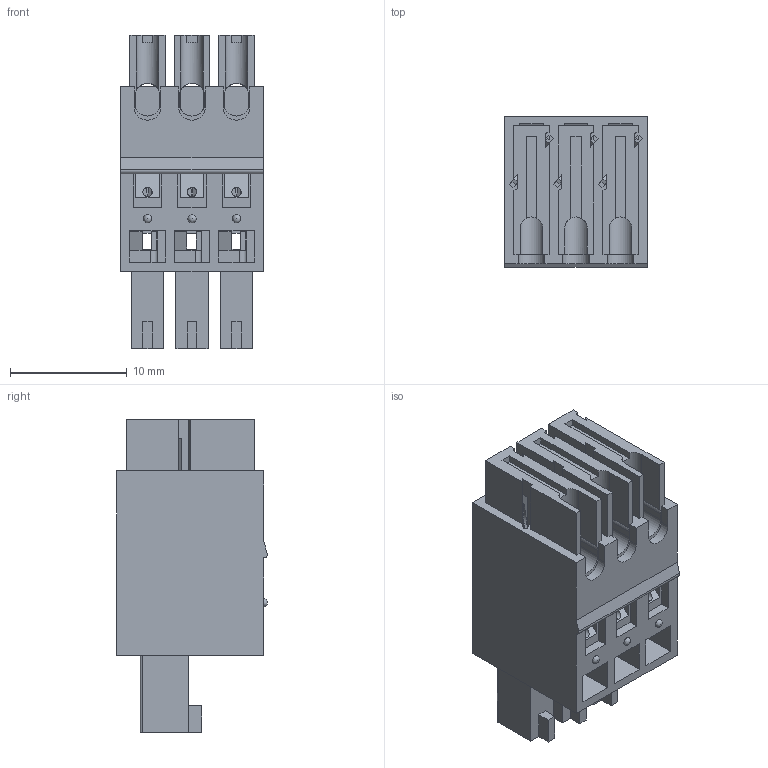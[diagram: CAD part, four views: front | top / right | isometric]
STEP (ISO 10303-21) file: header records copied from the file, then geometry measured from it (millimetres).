
FILE_DESCRIPTION( ( 'Unknown' ), '1' );
FILE_NAME( '691358310003.stp', 'Unknown', ( 'Unknown' ), ( 'Unknown' ), 'PSStep 18.0.17', 'Unknown', ' ' );
FILE_SCHEMA( ( 'AUTOMOTIVE_DESIGN { 1 0 10303 214 1 1 1 1 }' ) );
Length unit declared in the file: millimetre
Products named in the file (4): Assem1; 691(358310)(359340)0xx_Actuator; 6913583100xx; 691358310003
Assembly tree (7 placements, depth 2):
  Assem1
    691(358310)(359340)0xx_Actuator  x3
    6913583100xx  x3
    691358310003
Bounding box: 12.22 x 12.9 x 26.8 mm (x, y, z)
Volume: 1894.3 mm3; surface area: 5642 mm2
Topology: 7 solids, 7 shells, 780 faces, 2196 edges, 1433 vertices
Faces by surface type: plane 614, cylinder 154, bspline 6, torus 3, revolution 3
Full cylindrical faces by diameter (mm): 0.8 x3, 1.2 x3, 2.1 x3
Entity records: 17379 total; most frequent: CARTESIAN_POINT 2536, ORIENTED_EDGE 2430, DIRECTION 2208, EDGE_CURVE 1215, LINE 1075, VECTOR 1075, VERTEX_POINT 803, AXIS2_PLACEMENT_3D 565
